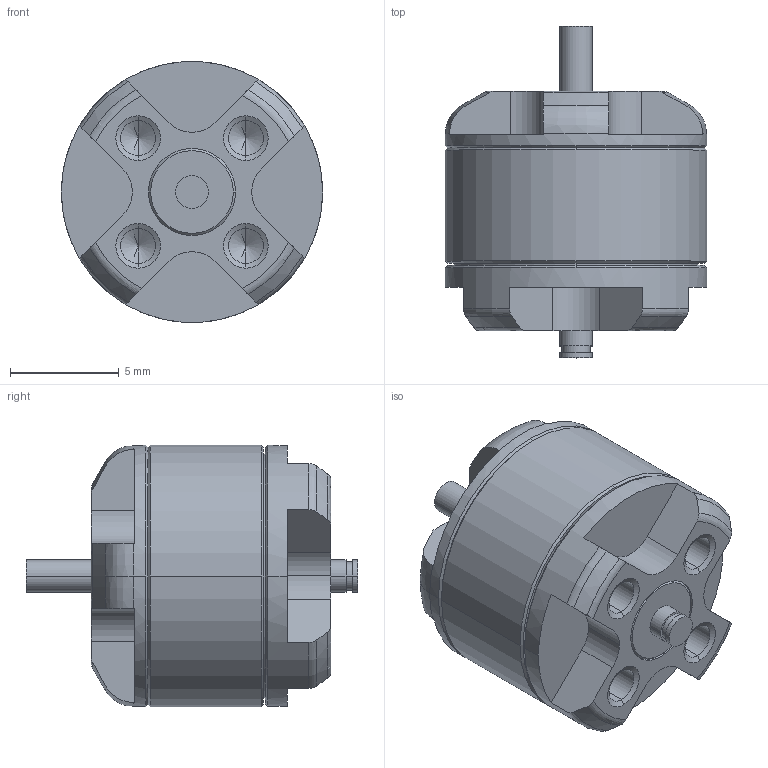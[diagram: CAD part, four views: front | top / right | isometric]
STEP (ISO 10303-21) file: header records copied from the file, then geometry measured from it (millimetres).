
FILE_DESCRIPTION (( 'STEP AP214' ), '1' );
FILE_NAME ('BLDC_dys_BE0905.step', '2020-10-19T11:51:59+00:00', 'Stefan Hamminga', '', '', '', '');
FILE_SCHEMA (( 'AUTOMOTIVE_DESIGN' ));
Length unit declared in the file: millimetre
Products named in the file (1): dys_BE0905_10000KV
Bounding box: 12 x 15.25 x 12 mm (x, y, z)
Volume: 949 mm3; surface area: 894.5 mm2
Topology: 1 solids, 1 shells, 145 faces, 371 edges, 227 vertices
Faces by surface type: cone 51, cylinder 43, plane 33, torus 18
Entity records: 4975 total; most frequent: CARTESIAN_POINT 924, DIRECTION 764, ORIENTED_EDGE 710, EDGE_CURVE 355, AXIS2_PLACEMENT_3D 311, VERTEX_POINT 227, CIRCLE 165, EDGE_LOOP 160
